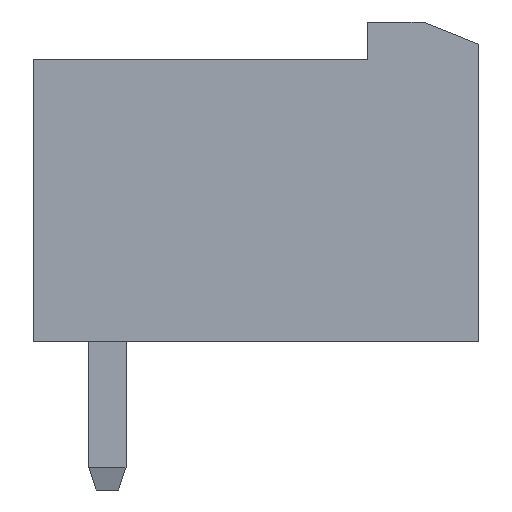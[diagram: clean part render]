
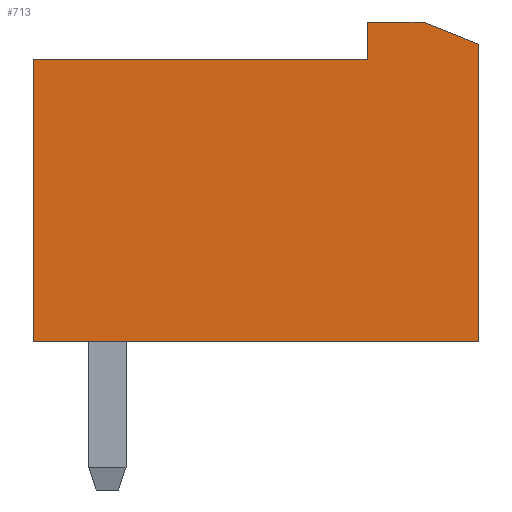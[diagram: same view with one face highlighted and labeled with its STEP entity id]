
A CAD part, left-side view. The second image highlights one B-rep face of the part: STEP entity #713.
In plain terms, the highlighted planar face has unit normal (-1, 0, 0).
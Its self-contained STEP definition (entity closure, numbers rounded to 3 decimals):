
#22 = VERTEX_POINT('',#23);
#23 = CARTESIAN_POINT('',(-7.62,2.,7.6));
#32 = PLANE('',#33);
#33 = AXIS2_PLACEMENT_3D('',#34,#35,#36);
#34 = CARTESIAN_POINT('',(-7.62,2.,7.6));
#35 = DIRECTION('',(0.,1.,0.));
#36 = DIRECTION('',(0.,0.,-1.));
#44 = PLANE('',#45);
#45 = AXIS2_PLACEMENT_3D('',#46,#47,#48);
#46 = CARTESIAN_POINT('',(-7.62,-7.,7.6));
#47 = DIRECTION('',(0.,0.,1.));
#48 = DIRECTION('',(0.,1.,0.));
#85 = VERTEX_POINT('',#86);
#86 = CARTESIAN_POINT('',(-7.62,2.,0.));
#100 = PLANE('',#101);
#101 = AXIS2_PLACEMENT_3D('',#102,#103,#104);
#102 = CARTESIAN_POINT('',(-7.62,2.,0.));
#103 = DIRECTION('',(0.,0.,-1.));
#104 = DIRECTION('',(0.,-1.,0.));
#112 = EDGE_CURVE('',#22,#85,#113,.T.);
#113 = SURFACE_CURVE('',#114,(#118,#125),.PCURVE_S1.);
#114 = LINE('',#115,#116);
#115 = CARTESIAN_POINT('',(-7.62,2.,7.6));
#116 = VECTOR('',#117,1.);
#117 = DIRECTION('',(0.,0.,-1.));
#118 = PCURVE('',#32,#119);
#119 = DEFINITIONAL_REPRESENTATION('',(#120),#124);
#120 = LINE('',#121,#122);
#121 = CARTESIAN_POINT('',(0.,0.));
#122 = VECTOR('',#123,1.);
#123 = DIRECTION('',(1.,0.));
#124 = ( GEOMETRIC_REPRESENTATION_CONTEXT(2)
PARAMETRIC_REPRESENTATION_CONTEXT() REPRESENTATION_CONTEXT('2D SPACE',''
) );
#125 = PCURVE('',#126,#131);
#126 = PLANE('',#127);
#127 = AXIS2_PLACEMENT_3D('',#128,#129,#130);
#128 = CARTESIAN_POINT('',(-7.62,2.,7.6));
#129 = DIRECTION('',(1.,0.,0.));
#130 = DIRECTION('',(0.,-1.,0.));
#131 = DEFINITIONAL_REPRESENTATION('',(#132),#136);
#132 = LINE('',#133,#134);
#133 = CARTESIAN_POINT('',(0.,0.));
#134 = VECTOR('',#135,1.);
#135 = DIRECTION('',(0.,1.));
#136 = ( GEOMETRIC_REPRESENTATION_CONTEXT(2)
PARAMETRIC_REPRESENTATION_CONTEXT() REPRESENTATION_CONTEXT('2D SPACE',''
) );
#142 = VERTEX_POINT('',#143);
#143 = CARTESIAN_POINT('',(-7.62,-7.,7.6));
#159 = PLANE('',#160);
#160 = AXIS2_PLACEMENT_3D('',#161,#162,#163);
#161 = CARTESIAN_POINT('',(-7.62,-7.,8.6));
#162 = DIRECTION('',(0.,1.,0.));
#163 = DIRECTION('',(0.,0.,-1.));
#193 = EDGE_CURVE('',#142,#22,#194,.T.);
#194 = SURFACE_CURVE('',#195,(#199,#206),.PCURVE_S1.);
#195 = LINE('',#196,#197);
#196 = CARTESIAN_POINT('',(-7.62,-7.,7.6));
#197 = VECTOR('',#198,1.);
#198 = DIRECTION('',(0.,1.,0.));
#199 = PCURVE('',#44,#200);
#200 = DEFINITIONAL_REPRESENTATION('',(#201),#205);
#201 = LINE('',#202,#203);
#202 = CARTESIAN_POINT('',(0.,0.));
#203 = VECTOR('',#204,1.);
#204 = DIRECTION('',(1.,0.));
#205 = ( GEOMETRIC_REPRESENTATION_CONTEXT(2)
PARAMETRIC_REPRESENTATION_CONTEXT() REPRESENTATION_CONTEXT('2D SPACE',''
) );
#206 = PCURVE('',#126,#207);
#207 = DEFINITIONAL_REPRESENTATION('',(#208),#212);
#208 = LINE('',#209,#210);
#209 = CARTESIAN_POINT('',(9.,0.));
#210 = VECTOR('',#211,1.);
#211 = DIRECTION('',(-1.,0.));
#212 = ( GEOMETRIC_REPRESENTATION_CONTEXT(2)
PARAMETRIC_REPRESENTATION_CONTEXT() REPRESENTATION_CONTEXT('2D SPACE',''
) );
#242 = VERTEX_POINT('',#243);
#243 = CARTESIAN_POINT('',(-7.62,-10.,0.));
#257 = PLANE('',#258);
#258 = AXIS2_PLACEMENT_3D('',#259,#260,#261);
#259 = CARTESIAN_POINT('',(-7.62,-10.,0.));
#260 = DIRECTION('',(0.,-1.,0.));
#261 = DIRECTION('',(0.,0.,1.));
#269 = EDGE_CURVE('',#85,#242,#270,.T.);
#270 = SURFACE_CURVE('',#271,(#275,#282),.PCURVE_S1.);
#271 = LINE('',#272,#273);
#272 = CARTESIAN_POINT('',(-7.62,2.,0.));
#273 = VECTOR('',#274,1.);
#274 = DIRECTION('',(0.,-1.,0.));
#275 = PCURVE('',#100,#276);
#276 = DEFINITIONAL_REPRESENTATION('',(#277),#281);
#277 = LINE('',#278,#279);
#278 = CARTESIAN_POINT('',(0.,0.));
#279 = VECTOR('',#280,1.);
#280 = DIRECTION('',(1.,0.));
#281 = ( GEOMETRIC_REPRESENTATION_CONTEXT(2)
PARAMETRIC_REPRESENTATION_CONTEXT() REPRESENTATION_CONTEXT('2D SPACE',''
) );
#282 = PCURVE('',#126,#283);
#283 = DEFINITIONAL_REPRESENTATION('',(#284),#288);
#284 = LINE('',#285,#286);
#285 = CARTESIAN_POINT('',(0.,7.6));
#286 = VECTOR('',#287,1.);
#287 = DIRECTION('',(1.,0.));
#288 = ( GEOMETRIC_REPRESENTATION_CONTEXT(2)
PARAMETRIC_REPRESENTATION_CONTEXT() REPRESENTATION_CONTEXT('2D SPACE',''
) );
#713 = ADVANCED_FACE('',(#714),#126,.F.);
#714 = FACE_BOUND('',#715,.T.);
#715 = EDGE_LOOP('',(#716,#717,#718,#741,#769,#797,#818));
#716 = ORIENTED_EDGE('',*,*,#112,.T.);
#717 = ORIENTED_EDGE('',*,*,#269,.T.);
#718 = ORIENTED_EDGE('',*,*,#719,.T.);
#719 = EDGE_CURVE('',#242,#720,#722,.T.);
#720 = VERTEX_POINT('',#721);
#721 = CARTESIAN_POINT('',(-7.62,-10.,8.));
#722 = SURFACE_CURVE('',#723,(#727,#734),.PCURVE_S1.);
#723 = LINE('',#724,#725);
#724 = CARTESIAN_POINT('',(-7.62,-10.,0.));
#725 = VECTOR('',#726,1.);
#726 = DIRECTION('',(0.,0.,1.));
#727 = PCURVE('',#126,#728);
#728 = DEFINITIONAL_REPRESENTATION('',(#729),#733);
#729 = LINE('',#730,#731);
#730 = CARTESIAN_POINT('',(12.,7.6));
#731 = VECTOR('',#732,1.);
#732 = DIRECTION('',(0.,-1.));
#733 = ( GEOMETRIC_REPRESENTATION_CONTEXT(2)
PARAMETRIC_REPRESENTATION_CONTEXT() REPRESENTATION_CONTEXT('2D SPACE',''
) );
#734 = PCURVE('',#257,#735);
#735 = DEFINITIONAL_REPRESENTATION('',(#736),#740);
#736 = LINE('',#737,#738);
#737 = CARTESIAN_POINT('',(0.,0.));
#738 = VECTOR('',#739,1.);
#739 = DIRECTION('',(1.,0.));
#740 = ( GEOMETRIC_REPRESENTATION_CONTEXT(2)
PARAMETRIC_REPRESENTATION_CONTEXT() REPRESENTATION_CONTEXT('2D SPACE',''
) );
#741 = ORIENTED_EDGE('',*,*,#742,.T.);
#742 = EDGE_CURVE('',#720,#743,#745,.T.);
#743 = VERTEX_POINT('',#744);
#744 = CARTESIAN_POINT('',(-7.62,-8.5,8.6));
#745 = SURFACE_CURVE('',#746,(#750,#757),.PCURVE_S1.);
#746 = LINE('',#747,#748);
#747 = CARTESIAN_POINT('',(-7.62,-10.,8.));
#748 = VECTOR('',#749,1.);
#749 = DIRECTION('',(0.,0.928,0.371));
#750 = PCURVE('',#126,#751);
#751 = DEFINITIONAL_REPRESENTATION('',(#752),#756);
#752 = LINE('',#753,#754);
#753 = CARTESIAN_POINT('',(12.,-0.4));
#754 = VECTOR('',#755,1.);
#755 = DIRECTION('',(-0.928,-0.371));
#756 = ( GEOMETRIC_REPRESENTATION_CONTEXT(2)
PARAMETRIC_REPRESENTATION_CONTEXT() REPRESENTATION_CONTEXT('2D SPACE',''
) );
#757 = PCURVE('',#758,#763);
#758 = PLANE('',#759);
#759 = AXIS2_PLACEMENT_3D('',#760,#761,#762);
#760 = CARTESIAN_POINT('',(-7.62,-10.,8.));
#761 = DIRECTION('',(0.,-0.371,0.928));
#762 = DIRECTION('',(0.,0.928,0.371));
#763 = DEFINITIONAL_REPRESENTATION('',(#764),#768);
#764 = LINE('',#765,#766);
#765 = CARTESIAN_POINT('',(0.,0.));
#766 = VECTOR('',#767,1.);
#767 = DIRECTION('',(1.,0.));
#768 = ( GEOMETRIC_REPRESENTATION_CONTEXT(2)
PARAMETRIC_REPRESENTATION_CONTEXT() REPRESENTATION_CONTEXT('2D SPACE',''
) );
#769 = ORIENTED_EDGE('',*,*,#770,.T.);
#770 = EDGE_CURVE('',#743,#771,#773,.T.);
#771 = VERTEX_POINT('',#772);
#772 = CARTESIAN_POINT('',(-7.62,-7.,8.6));
#773 = SURFACE_CURVE('',#774,(#778,#785),.PCURVE_S1.);
#774 = LINE('',#775,#776);
#775 = CARTESIAN_POINT('',(-7.62,-8.5,8.6));
#776 = VECTOR('',#777,1.);
#777 = DIRECTION('',(0.,1.,0.));
#778 = PCURVE('',#126,#779);
#779 = DEFINITIONAL_REPRESENTATION('',(#780),#784);
#780 = LINE('',#781,#782);
#781 = CARTESIAN_POINT('',(10.5,-1.));
#782 = VECTOR('',#783,1.);
#783 = DIRECTION('',(-1.,0.));
#784 = ( GEOMETRIC_REPRESENTATION_CONTEXT(2)
PARAMETRIC_REPRESENTATION_CONTEXT() REPRESENTATION_CONTEXT('2D SPACE',''
) );
#785 = PCURVE('',#786,#791);
#786 = PLANE('',#787);
#787 = AXIS2_PLACEMENT_3D('',#788,#789,#790);
#788 = CARTESIAN_POINT('',(-7.62,-8.5,8.6));
#789 = DIRECTION('',(0.,0.,1.));
#790 = DIRECTION('',(0.,1.,0.));
#791 = DEFINITIONAL_REPRESENTATION('',(#792),#796);
#792 = LINE('',#793,#794);
#793 = CARTESIAN_POINT('',(0.,0.));
#794 = VECTOR('',#795,1.);
#795 = DIRECTION('',(1.,0.));
#796 = ( GEOMETRIC_REPRESENTATION_CONTEXT(2)
PARAMETRIC_REPRESENTATION_CONTEXT() REPRESENTATION_CONTEXT('2D SPACE',''
) );
#797 = ORIENTED_EDGE('',*,*,#798,.T.);
#798 = EDGE_CURVE('',#771,#142,#799,.T.);
#799 = SURFACE_CURVE('',#800,(#804,#811),.PCURVE_S1.);
#800 = LINE('',#801,#802);
#801 = CARTESIAN_POINT('',(-7.62,-7.,8.6));
#802 = VECTOR('',#803,1.);
#803 = DIRECTION('',(0.,0.,-1.));
#804 = PCURVE('',#126,#805);
#805 = DEFINITIONAL_REPRESENTATION('',(#806),#810);
#806 = LINE('',#807,#808);
#807 = CARTESIAN_POINT('',(9.,-1.));
#808 = VECTOR('',#809,1.);
#809 = DIRECTION('',(0.,1.));
#810 = ( GEOMETRIC_REPRESENTATION_CONTEXT(2)
PARAMETRIC_REPRESENTATION_CONTEXT() REPRESENTATION_CONTEXT('2D SPACE',''
) );
#811 = PCURVE('',#159,#812);
#812 = DEFINITIONAL_REPRESENTATION('',(#813),#817);
#813 = LINE('',#814,#815);
#814 = CARTESIAN_POINT('',(0.,0.));
#815 = VECTOR('',#816,1.);
#816 = DIRECTION('',(1.,0.));
#817 = ( GEOMETRIC_REPRESENTATION_CONTEXT(2)
PARAMETRIC_REPRESENTATION_CONTEXT() REPRESENTATION_CONTEXT('2D SPACE',''
) );
#818 = ORIENTED_EDGE('',*,*,#193,.T.);
